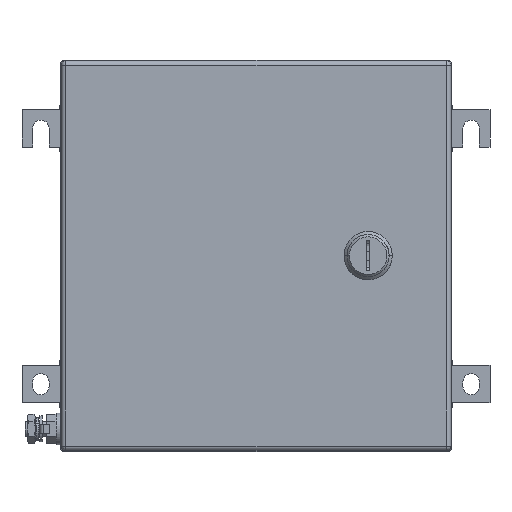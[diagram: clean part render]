
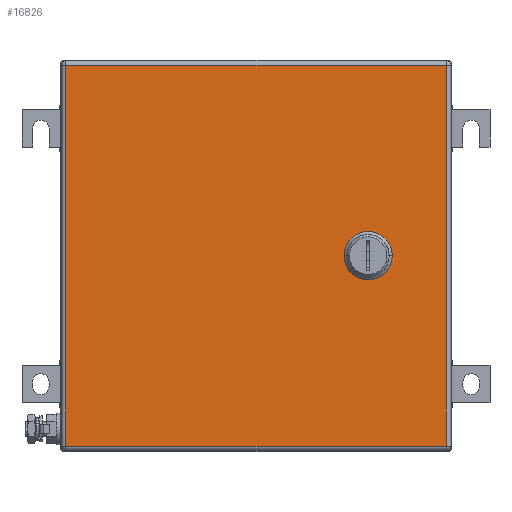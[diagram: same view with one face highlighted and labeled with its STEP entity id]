
A CAD part, top view. The second image highlights one B-rep face of the part: STEP entity #16826.
In plain terms, the highlighted planar face has unit normal (0, 0, 1).
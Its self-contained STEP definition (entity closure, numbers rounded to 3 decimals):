
#15854=AXIS2_PLACEMENT_3D('Circle Axis2P3D',#15852,#15853,$) ;
#15902=AXIS2_PLACEMENT_3D('Circle Axis2P3D',#15900,#15901,$) ;
#15921=AXIS2_PLACEMENT_3D('Circle Axis2P3D',#15919,#15920,$) ;
#16795=AXIS2_PLACEMENT_3D('Circle Axis2P3D',#16793,#16794,$) ;
#16808=AXIS2_PLACEMENT_3D('Plane Axis2P3D',#16805,#16806,#16807) ;
#15713=CARTESIAN_POINT('Vertex',(240.05,124.944,203.5)) ;
#15716=CARTESIAN_POINT('Line Origine',(240.05,130.,203.5)) ;
#15720=CARTESIAN_POINT('Vertex',(240.05,135.056,203.5)) ;
#15849=CARTESIAN_POINT('Vertex',(235.056,119.95,203.5)) ;
#15852=CARTESIAN_POINT('Axis2P3D Location',(230.,130.,203.5)) ;
#15873=CARTESIAN_POINT('Vertex',(224.944,119.95,203.5)) ;
#15876=CARTESIAN_POINT('Line Origine',(230.,119.95,203.5)) ;
#15897=CARTESIAN_POINT('Vertex',(219.95,124.944,203.5)) ;
#15900=CARTESIAN_POINT('Axis2P3D Location',(230.,130.,203.5)) ;
#15916=CARTESIAN_POINT('Vertex',(224.944,140.05,203.5)) ;
#15919=CARTESIAN_POINT('Axis2P3D Location',(230.,130.,203.5)) ;
#15923=CARTESIAN_POINT('Vertex',(219.95,135.056,203.5)) ;
#15947=CARTESIAN_POINT('Vertex',(282.,256.5,203.5)) ;
#15963=CARTESIAN_POINT('Vertex',(29.,256.5,203.5)) ;
#15966=CARTESIAN_POINT('Line Origine',(153.4,256.5,203.5)) ;
#16001=CARTESIAN_POINT('Vertex',(29.,3.5,203.5)) ;
#16004=CARTESIAN_POINT('Line Origine',(29.,130.,203.5)) ;
#16039=CARTESIAN_POINT('Vertex',(282.,3.5,203.5)) ;
#16042=CARTESIAN_POINT('Line Origine',(155.5,3.5,203.5)) ;
#16078=CARTESIAN_POINT('Line Origine',(282.,130.,203.5)) ;
#16713=CARTESIAN_POINT('Vertex',(235.056,140.05,203.5)) ;
#16716=CARTESIAN_POINT('Line Origine',(230.,140.05,203.5)) ;
#16733=CARTESIAN_POINT('Line Origine',(219.95,130.,203.5)) ;
#16793=CARTESIAN_POINT('Axis2P3D Location',(230.,130.,203.5)) ;
#16805=CARTESIAN_POINT('Axis2P3D Location',(155.5,130.,203.5)) ;
#15717=DIRECTION('Vector Direction',(0.,-1.,0.)) ;
#15853=DIRECTION('Axis2P3D Direction',(0.,0.,1.)) ;
#15877=DIRECTION('Vector Direction',(1.,0.,0.)) ;
#15901=DIRECTION('Axis2P3D Direction',(0.,0.,1.)) ;
#15920=DIRECTION('Axis2P3D Direction',(0.,0.,1.)) ;
#15967=DIRECTION('Vector Direction',(1.,0.,0.)) ;
#16005=DIRECTION('Vector Direction',(0.,-1.,0.)) ;
#16043=DIRECTION('Vector Direction',(1.,0.,0.)) ;
#16079=DIRECTION('Vector Direction',(0.,1.,0.)) ;
#16717=DIRECTION('Vector Direction',(1.,0.,0.)) ;
#16734=DIRECTION('Vector Direction',(0.,1.,0.)) ;
#16794=DIRECTION('Axis2P3D Direction',(0.,0.,1.)) ;
#16806=DIRECTION('Axis2P3D Direction',(0.,0.,1.)) ;
#16807=DIRECTION('Axis2P3D XDirection',(1.,0.,0.)) ;
#15718=VECTOR('Line Direction',#15717,1.) ;
#15878=VECTOR('Line Direction',#15877,1.) ;
#15968=VECTOR('Line Direction',#15967,1.) ;
#16006=VECTOR('Line Direction',#16005,1.) ;
#16044=VECTOR('Line Direction',#16043,1.) ;
#16080=VECTOR('Line Direction',#16079,1.) ;
#16718=VECTOR('Line Direction',#16717,1.) ;
#16735=VECTOR('Line Direction',#16734,1.) ;
#16811=ORIENTED_EDGE('',*,*,#15970,.T.) ;
#16812=ORIENTED_EDGE('',*,*,#16008,.T.) ;
#16813=ORIENTED_EDGE('',*,*,#16046,.T.) ;
#16814=ORIENTED_EDGE('',*,*,#16082,.T.) ;
#16817=ORIENTED_EDGE('',*,*,#15856,.F.) ;
#16818=ORIENTED_EDGE('',*,*,#15880,.F.) ;
#16819=ORIENTED_EDGE('',*,*,#15904,.F.) ;
#16820=ORIENTED_EDGE('',*,*,#16737,.T.) ;
#16821=ORIENTED_EDGE('',*,*,#15925,.F.) ;
#16822=ORIENTED_EDGE('',*,*,#16720,.T.) ;
#16823=ORIENTED_EDGE('',*,*,#16797,.F.) ;
#16824=ORIENTED_EDGE('',*,*,#15722,.T.) ;
#16825=FACE_BOUND('',#16816,.T.) ;
#16826=ADVANCED_FACE('Produkt1_AllCATPart.2\\ZUB_KTB_QL_262620_0GP_AllCATPart.2\\ZUB_DE_KTB_QL_260x260.1\\DE_KTB_MH_PART_MASTER.1\\Koerper.2',(#16815,#16825),#16809,.T.) ;
#15855=CIRCLE('generated circle',#15854,11.25) ;
#15903=CIRCLE('generated circle',#15902,11.25) ;
#15922=CIRCLE('generated circle',#15921,11.25) ;
#16796=CIRCLE('generated circle',#16795,11.25) ;
#15722=EDGE_CURVE('',#15721,#15714,#15719,.T.) ;
#15856=EDGE_CURVE('',#15850,#15714,#15855,.T.) ;
#15880=EDGE_CURVE('',#15874,#15850,#15879,.T.) ;
#15904=EDGE_CURVE('',#15898,#15874,#15903,.T.) ;
#15925=EDGE_CURVE('',#15917,#15924,#15922,.T.) ;
#15970=EDGE_CURVE('',#15948,#15964,#15969,.F.) ;
#16008=EDGE_CURVE('',#15964,#16002,#16007,.T.) ;
#16046=EDGE_CURVE('',#16002,#16040,#16045,.T.) ;
#16082=EDGE_CURVE('',#16040,#15948,#16081,.T.) ;
#16720=EDGE_CURVE('',#15917,#16714,#16719,.T.) ;
#16737=EDGE_CURVE('',#15898,#15924,#16736,.T.) ;
#16797=EDGE_CURVE('',#15721,#16714,#16796,.T.) ;
#16810=EDGE_LOOP('',(#16811,#16812,#16813,#16814)) ;
#16816=EDGE_LOOP('',(#16817,#16818,#16819,#16820,#16821,#16822,#16823,#16824)) ;
#16815=FACE_OUTER_BOUND('',#16810,.T.) ;
#15719=LINE('Line',#15716,#15718) ;
#15879=LINE('Line',#15876,#15878) ;
#15969=LINE('Line',#15966,#15968) ;
#16007=LINE('Line',#16004,#16006) ;
#16045=LINE('Line',#16042,#16044) ;
#16081=LINE('Line',#16078,#16080) ;
#16719=LINE('Line',#16716,#16718) ;
#16736=LINE('Line',#16733,#16735) ;
#16809=PLANE('',#16808) ;
#15714=VERTEX_POINT('',#15713) ;
#15721=VERTEX_POINT('',#15720) ;
#15850=VERTEX_POINT('',#15849) ;
#15874=VERTEX_POINT('',#15873) ;
#15898=VERTEX_POINT('',#15897) ;
#15917=VERTEX_POINT('',#15916) ;
#15924=VERTEX_POINT('',#15923) ;
#15948=VERTEX_POINT('',#15947) ;
#15964=VERTEX_POINT('',#15963) ;
#16002=VERTEX_POINT('',#16001) ;
#16040=VERTEX_POINT('',#16039) ;
#16714=VERTEX_POINT('',#16713) ;
